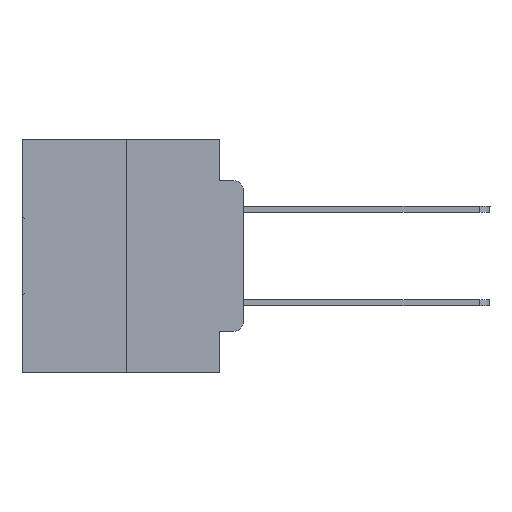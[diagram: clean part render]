
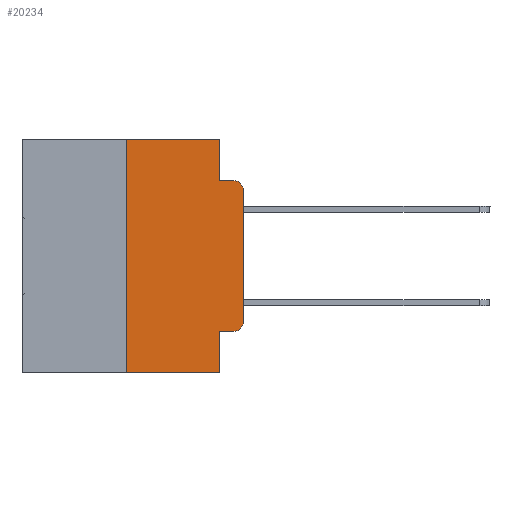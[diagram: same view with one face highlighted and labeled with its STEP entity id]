
A CAD part, left-side view. The second image highlights one B-rep face of the part: STEP entity #20234.
In plain terms, the highlighted planar face has unit normal (-1, 0, 0).
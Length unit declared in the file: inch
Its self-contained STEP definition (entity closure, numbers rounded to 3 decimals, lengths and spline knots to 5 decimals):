
#683 = VERTEX_POINT ( 'NONE', #13326 ) ;
#722 = CARTESIAN_POINT ( 'NONE',  ( 0., 0.02, -0.3915 ) ) ;
#792 = DIRECTION ( 'NONE',  ( 1., 0., 0. ) ) ;
#1469 = DIRECTION ( 'NONE',  ( -1., 0., 0. ) ) ;
#2461 = EDGE_CURVE ( 'NONE', #15555, #20598, #9824, .T. ) ;
#3217 = DIRECTION ( 'NONE',  ( 0., 0., -1. ) ) ;
#3336 = VECTOR ( 'NONE', #5822, 39.37008 ) ;
#4196 = AXIS2_PLACEMENT_3D ( 'NONE', #16027, #1469, #18409 ) ;
#4684 = CARTESIAN_POINT ( 'NONE',  ( 0., 0.473, 0. ) ) ;
#4728 = CARTESIAN_POINT ( 'NONE',  ( 0., 0.051, -0.4115 ) ) ;
#4846 = ORIENTED_EDGE ( 'NONE', *, *, #29386, .F. ) ;
#5128 = VERTEX_POINT ( 'NONE', #7276 ) ;
#5822 = DIRECTION ( 'NONE',  ( 0., -1., 0. ) ) ;
#6010 = ORIENTED_EDGE ( 'NONE', *, *, #21799, .F. ) ;
#6402 = ORIENTED_EDGE ( 'NONE', *, *, #28217, .T. ) ;
#6777 = ORIENTED_EDGE ( 'NONE', *, *, #23527, .F. ) ;
#6829 = DIRECTION ( 'NONE',  ( 0., 0., 1. ) ) ;
#7276 = CARTESIAN_POINT ( 'NONE',  ( 0., 0., -0.1085 ) ) ;
#7483 = CARTESIAN_POINT ( 'NONE',  ( 0., 0.25, 0. ) ) ;
#7485 = LINE ( 'NONE', #4728, #25556 ) ;
#7543 = EDGE_CURVE ( 'NONE', #17681, #22518, #13274, .T. ) ;
#7569 = CIRCLE ( 'NONE', #4196, 0.02 ) ;
#8204 = CARTESIAN_POINT ( 'NONE',  ( 0., 0.473, -0.5 ) ) ;
#8595 = DIRECTION ( 'NONE',  ( 0., 0., -1. ) ) ;
#9074 = CARTESIAN_POINT ( 'NONE',  ( 0., 0.051, 0. ) ) ;
#9458 = VECTOR ( 'NONE', #20723, 39.37008 ) ;
#9824 = LINE ( 'NONE', #8204, #3336 ) ;
#9977 = DIRECTION ( 'NONE',  ( 0., 0., 1. ) ) ;
#10416 = VECTOR ( 'NONE', #9977, 39.37008 ) ;
#10534 = PLANE ( 'NONE',  #11597 ) ;
#11597 = AXIS2_PLACEMENT_3D ( 'NONE', #12941, #792, #17783 ) ;
#11821 = LINE ( 'NONE', #4684, #17484 ) ;
#11991 = LINE ( 'NONE', #15713, #29925 ) ;
#12342 = EDGE_CURVE ( 'NONE', #12950, #27438, #11821, .T. ) ;
#12941 = CARTESIAN_POINT ( 'NONE',  ( 0., 0.473, 0. ) ) ;
#12950 = VERTEX_POINT ( 'NONE', #30243 ) ;
#13274 = CIRCLE ( 'NONE', #21655, 0.02 ) ;
#13326 = CARTESIAN_POINT ( 'NONE',  ( 0., 0.02, -0.0885 ) ) ;
#14656 = ORIENTED_EDGE ( 'NONE', *, *, #12342, .F. ) ;
#15555 = VERTEX_POINT ( 'NONE', #27195 ) ;
#15713 = CARTESIAN_POINT ( 'NONE',  ( 0., 0.051, 0. ) ) ;
#16027 = CARTESIAN_POINT ( 'NONE',  ( 0., 0.02, -0.1085 ) ) ;
#16728 = CARTESIAN_POINT ( 'NONE',  ( 0., 0.051, -0.4115 ) ) ;
#16767 = DIRECTION ( 'NONE',  ( 0., -1., 0. ) ) ;
#16932 = ORIENTED_EDGE ( 'NONE', *, *, #2461, .T. ) ;
#17128 = EDGE_CURVE ( 'NONE', #15555, #12950, #29850, .T. ) ;
#17214 = EDGE_LOOP ( 'NONE', ( #28902, #17300, #6010, #6777, #14656, #27784, #16932, #4846, #6402, #25282 ) ) ;
#17300 = ORIENTED_EDGE ( 'NONE', *, *, #26695, .T. ) ;
#17323 = CARTESIAN_POINT ( 'NONE',  ( 0., 0.051, -0.0885 ) ) ;
#17343 = LINE ( 'NONE', #25269, #9458 ) ;
#17484 = VECTOR ( 'NONE', #21413, 39.37008 ) ;
#17681 = VERTEX_POINT ( 'NONE', #21547 ) ;
#17710 = DIRECTION ( 'NONE',  ( -1., 0., 0. ) ) ;
#17783 = DIRECTION ( 'NONE',  ( 0., 0., -1. ) ) ;
#18139 = VERTEX_POINT ( 'NONE', #16728 ) ;
#18409 = DIRECTION ( 'NONE',  ( 0., 0., -1. ) ) ;
#18721 = EDGE_CURVE ( 'NONE', #22518, #5128, #21804, .T. ) ;
#20234 = ADVANCED_FACE ( 'NONE', ( #29391 ), #10534, .F. ) ;
#20598 = VERTEX_POINT ( 'NONE', #26098 ) ;
#20723 = DIRECTION ( 'NONE',  ( 0., -1., 0. ) ) ;
#21413 = DIRECTION ( 'NONE',  ( 0., -1., 0. ) ) ;
#21547 = CARTESIAN_POINT ( 'NONE',  ( 0., 0.02, -0.4115 ) ) ;
#21655 = AXIS2_PLACEMENT_3D ( 'NONE', #722, #17710, #3217 ) ;
#21799 = EDGE_CURVE ( 'NONE', #25206, #683, #17343, .T. ) ;
#21804 = LINE ( 'NONE', #23324, #27192 ) ;
#22518 = VERTEX_POINT ( 'NONE', #23718 ) ;
#23324 = CARTESIAN_POINT ( 'NONE',  ( 0., 0., 0. ) ) ;
#23527 = EDGE_CURVE ( 'NONE', #27438, #25206, #11991, .T. ) ;
#23718 = CARTESIAN_POINT ( 'NONE',  ( 0., 0., -0.3915 ) ) ;
#25206 = VERTEX_POINT ( 'NONE', #17323 ) ;
#25269 = CARTESIAN_POINT ( 'NONE',  ( 0., 0.051, -0.0885 ) ) ;
#25282 = ORIENTED_EDGE ( 'NONE', *, *, #7543, .T. ) ;
#25556 = VECTOR ( 'NONE', #16767, 39.37008 ) ;
#26098 = CARTESIAN_POINT ( 'NONE',  ( 0., 0.051, -0.5 ) ) ;
#26695 = EDGE_CURVE ( 'NONE', #5128, #683, #7569, .T. ) ;
#27192 = VECTOR ( 'NONE', #6829, 39.37008 ) ;
#27195 = CARTESIAN_POINT ( 'NONE',  ( 0., 0.25, -0.5 ) ) ;
#27438 = VERTEX_POINT ( 'NONE', #9074 ) ;
#27784 = ORIENTED_EDGE ( 'NONE', *, *, #17128, .F. ) ;
#28217 = EDGE_CURVE ( 'NONE', #18139, #17681, #7485, .T. ) ;
#28266 = DIRECTION ( 'NONE',  ( 0., 0., -1. ) ) ;
#28358 = CARTESIAN_POINT ( 'NONE',  ( 0., 0.051, 0. ) ) ;
#28902 = ORIENTED_EDGE ( 'NONE', *, *, #18721, .T. ) ;
#29124 = VECTOR ( 'NONE', #28266, 39.37008 ) ;
#29386 = EDGE_CURVE ( 'NONE', #18139, #20598, #29815, .T. ) ;
#29391 = FACE_OUTER_BOUND ( 'NONE', #17214, .T. ) ;
#29815 = LINE ( 'NONE', #28358, #29124 ) ;
#29850 = LINE ( 'NONE', #7483, #10416 ) ;
#29925 = VECTOR ( 'NONE', #8595, 39.37008 ) ;
#30243 = CARTESIAN_POINT ( 'NONE',  ( 0., 0.25, 0. ) ) ;
